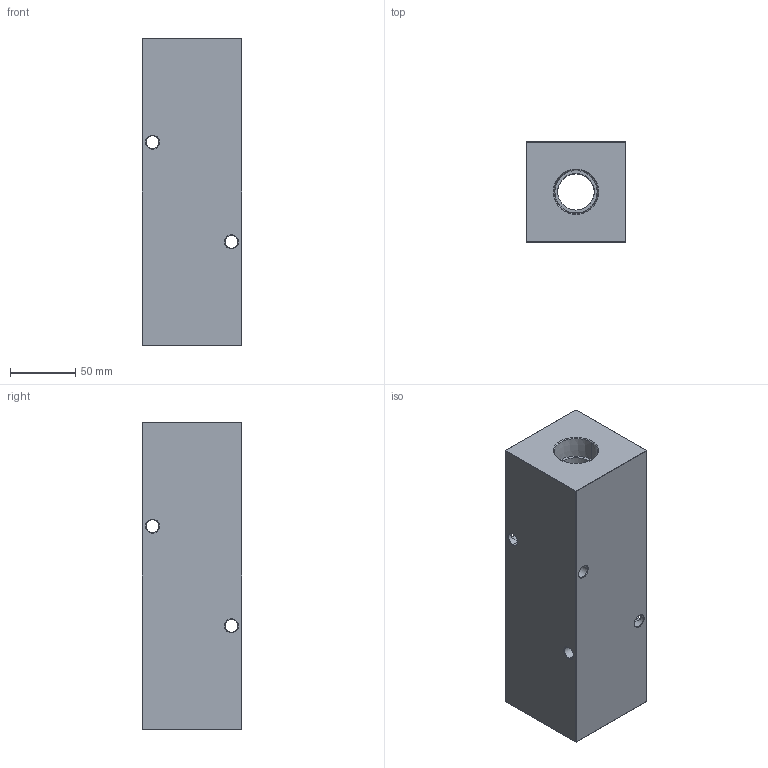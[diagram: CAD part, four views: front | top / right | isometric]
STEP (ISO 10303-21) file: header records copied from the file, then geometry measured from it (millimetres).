
FILE_DESCRIPTION (( 'STEP AP214' ), '1' );
FILE_NAME ('HM-3-0-P-16-16.STEP', '2020-02-28T20:46:51', ( '' ), ( '' ), 'SwSTEP 2.0', 'SolidWorks 2019', '' );
FILE_SCHEMA (( 'AUTOMOTIVE_DESIGN' ));
Length unit declared in the file: inch
Products named in the file (1): HM-3-0-P-16-16
Bounding box: 76.2 x 76.2 x 234.95 mm (x, y, z)
Volume: 1127836.2 mm3; surface area: 114953.3 mm2
Topology: 1 solids, 1 shells, 496 faces, 1292 edges, 842 vertices
Faces by surface type: plane 251, bspline 191, cone 30, cylinder 24
Entity records: 30770 total; most frequent: CARTESIAN_POINT 13674, ORIENTED_EDGE 2584, DIRECTION 1570, EDGE_CURVE 1292, VERTEX_POINT 842, VECTOR 806, LINE 806, EDGE_LOOP 560
